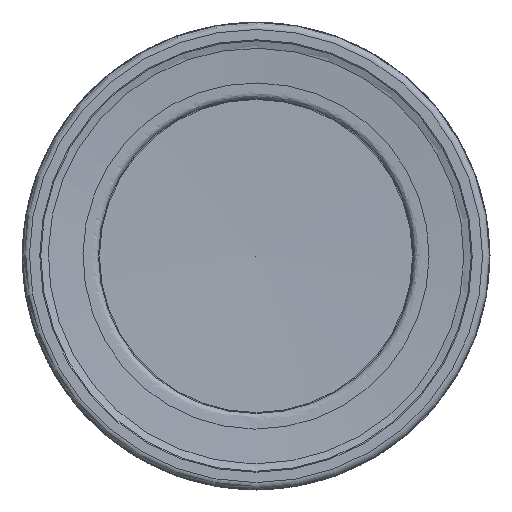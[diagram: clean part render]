
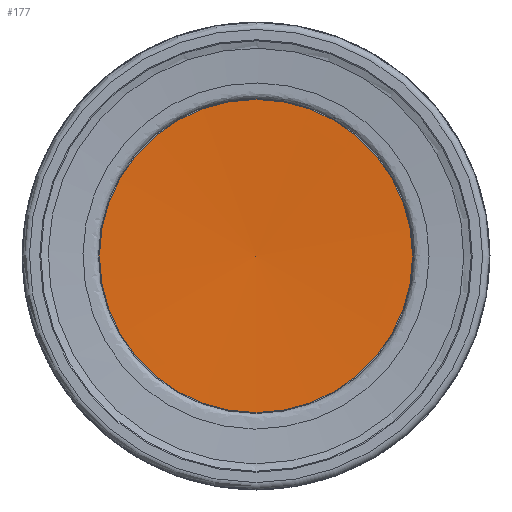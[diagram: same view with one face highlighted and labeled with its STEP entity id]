
A CAD part, left-side view. The second image highlights one B-rep face of the part: STEP entity #177.
In plain terms, the highlighted conical face has half-angle 88.5 degrees and reference radius 18.056 mm.
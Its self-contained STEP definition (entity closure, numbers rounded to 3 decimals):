
#177=ADVANCED_FACE('',(#214,#215),#209,.F.);
#209=CONICAL_SURFACE('',#496,18.056,88.5);
#213=VERTEX_LOOP('',#401);
#214=FACE_BOUND('',#276,.T.);
#215=FACE_BOUND('',#213,.T.);
#276=EDGE_LOOP('',(#338));
#338=ORIENTED_EDGE('',*,*,#432,.T.);
#400=VERTEX_POINT('',#662);
#401=VERTEX_POINT('',#663);
#432=EDGE_CURVE('',#400,#400,#463,.T.);
#463=CIRCLE('',#495,18.056);
#495=AXIS2_PLACEMENT_3D('',#661,#547,#548);
#496=AXIS2_PLACEMENT_3D('',#664,#549,#550);
#547=DIRECTION('',(-1.,0.,0.));
#548=DIRECTION('',(0.,0.,1.));
#549=DIRECTION('',(-1.,0.,0.));
#550=DIRECTION('',(0.,0.,1.));
#661=CARTESIAN_POINT('',(1.026,0.,0.));
#662=CARTESIAN_POINT('',(1.026,0.,18.056));
#663=CARTESIAN_POINT('',(1.499,0.,0.));
#664=CARTESIAN_POINT('',(1.026,0.,0.));
